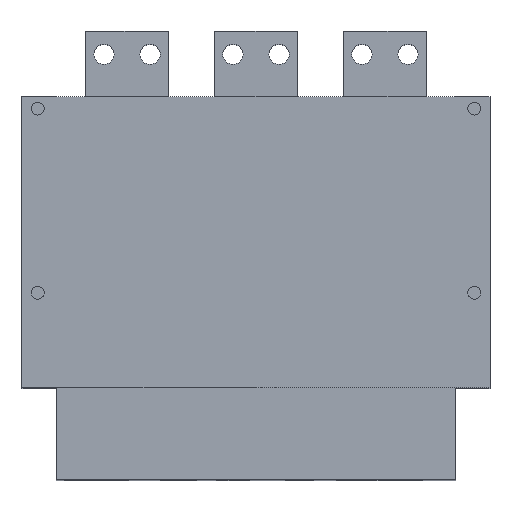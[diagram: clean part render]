
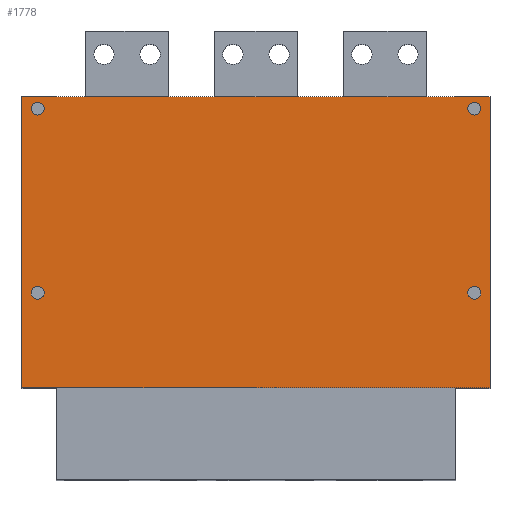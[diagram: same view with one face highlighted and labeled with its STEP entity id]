
A CAD part, top view. The second image highlights one B-rep face of the part: STEP entity #1778.
In plain terms, the highlighted planar face has unit normal (0, 0, 1).
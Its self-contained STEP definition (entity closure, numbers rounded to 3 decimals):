
#30=DIRECTION('',(0.,-1.,0.));
#31=VECTOR('',#30,158.);
#32=CARTESIAN_POINT('',(0.,-35.5,0.));
#33=LINE('',#32,#31);
#50=CARTESIAN_POINT('',(245.5,-42.,0.));
#51=DIRECTION('',(0.,0.,1.));
#52=DIRECTION('',(1.,0.,0.));
#53=AXIS2_PLACEMENT_3D('',#50,#51,#52);
#55=CARTESIAN_POINT('',(245.5,-42.,0.));
#56=DIRECTION('',(0.,0.,1.));
#57=DIRECTION('',(-1.,0.,0.));
#58=AXIS2_PLACEMENT_3D('',#55,#56,#57);
#60=CARTESIAN_POINT('',(8.5,-42.,0.));
#61=DIRECTION('',(0.,0.,1.));
#62=DIRECTION('',(1.,0.,0.));
#63=AXIS2_PLACEMENT_3D('',#60,#61,#62);
#65=CARTESIAN_POINT('',(8.5,-42.,0.));
#66=DIRECTION('',(0.,0.,1.));
#67=DIRECTION('',(-1.,0.,0.));
#68=AXIS2_PLACEMENT_3D('',#65,#66,#67);
#70=CARTESIAN_POINT('',(8.5,-142.,0.));
#71=DIRECTION('',(0.,0.,1.));
#72=DIRECTION('',(1.,0.,0.));
#73=AXIS2_PLACEMENT_3D('',#70,#71,#72);
#75=CARTESIAN_POINT('',(8.5,-142.,0.));
#76=DIRECTION('',(0.,0.,1.));
#77=DIRECTION('',(-1.,0.,0.));
#78=AXIS2_PLACEMENT_3D('',#75,#76,#77);
#80=CARTESIAN_POINT('',(245.5,-142.,0.));
#81=DIRECTION('',(0.,0.,1.));
#82=DIRECTION('',(1.,0.,0.));
#83=AXIS2_PLACEMENT_3D('',#80,#81,#82);
#85=CARTESIAN_POINT('',(245.5,-142.,0.));
#86=DIRECTION('',(0.,0.,1.));
#87=DIRECTION('',(-1.,0.,0.));
#88=AXIS2_PLACEMENT_3D('',#85,#86,#87);
#90=DIRECTION('',(1.,0.,0.));
#91=VECTOR('',#90,254.);
#92=CARTESIAN_POINT('',(0.,-193.5,0.));
#93=LINE('',#92,#91);
#94=DIRECTION('',(1.,0.,0.));
#95=VECTOR('',#94,254.);
#96=CARTESIAN_POINT('',(0.,-35.5,0.));
#97=LINE('',#96,#95);
#142=DIRECTION('',(0.,-1.,0.));
#143=VECTOR('',#142,158.);
#144=CARTESIAN_POINT('',(254.,-35.5,0.));
#145=LINE('',#144,#143);
#1286=CARTESIAN_POINT('',(0.,-35.5,0.));
#1287=CARTESIAN_POINT('',(254.,-35.5,0.));
#1288=VERTEX_POINT('',#1286);
#1289=VERTEX_POINT('',#1287);
#1482=CARTESIAN_POINT('',(249.,-42.,0.));
#1483=CARTESIAN_POINT('',(242.,-42.,0.));
#1484=VERTEX_POINT('',#1482);
#1485=VERTEX_POINT('',#1483);
#1486=CARTESIAN_POINT('',(12.,-42.,0.));
#1487=CARTESIAN_POINT('',(5.,-42.,0.));
#1488=VERTEX_POINT('',#1486);
#1489=VERTEX_POINT('',#1487);
#1490=CARTESIAN_POINT('',(12.,-142.,0.));
#1491=CARTESIAN_POINT('',(5.,-142.,0.));
#1492=VERTEX_POINT('',#1490);
#1493=VERTEX_POINT('',#1491);
#1494=CARTESIAN_POINT('',(249.,-142.,0.));
#1495=CARTESIAN_POINT('',(242.,-142.,0.));
#1496=VERTEX_POINT('',#1494);
#1497=VERTEX_POINT('',#1495);
#1530=CARTESIAN_POINT('',(0.,-193.5,0.));
#1532=VERTEX_POINT('',#1530);
#1534=CARTESIAN_POINT('',(254.,-193.5,0.));
#1536=VERTEX_POINT('',#1534);
#1741=CARTESIAN_POINT('',(0.,0.,0.));
#1742=DIRECTION('',(0.,0.,1.));
#1743=DIRECTION('',(0.,-1.,0.));
#1744=AXIS2_PLACEMENT_3D('',#1741,#1742,#1743);
#1745=PLANE('',#1744);
#1746=ORIENTED_EDGE('',*,*,#1724,.F.);
#1747=ORIENTED_EDGE('',*,*,#1697,.F.);
#1749=ORIENTED_EDGE('',*,*,#1748,.T.);
#1751=ORIENTED_EDGE('',*,*,#1750,.T.);
#1752=EDGE_LOOP('',(#1746,#1747,#1749,#1751));
#1753=FACE_OUTER_BOUND('',#1752,.F.);
#1755=ORIENTED_EDGE('',*,*,#1754,.T.);
#1757=ORIENTED_EDGE('',*,*,#1756,.T.);
#1758=EDGE_LOOP('',(#1755,#1757));
#1759=FACE_BOUND('',#1758,.F.);
#1761=ORIENTED_EDGE('',*,*,#1760,.T.);
#1763=ORIENTED_EDGE('',*,*,#1762,.T.);
#1764=EDGE_LOOP('',(#1761,#1763));
#1765=FACE_BOUND('',#1764,.F.);
#1767=ORIENTED_EDGE('',*,*,#1766,.T.);
#1769=ORIENTED_EDGE('',*,*,#1768,.T.);
#1770=EDGE_LOOP('',(#1767,#1769));
#1771=FACE_BOUND('',#1770,.F.);
#1773=ORIENTED_EDGE('',*,*,#1772,.T.);
#1775=ORIENTED_EDGE('',*,*,#1774,.T.);
#1776=EDGE_LOOP('',(#1773,#1775));
#1777=FACE_BOUND('',#1776,.F.);
#1778=ADVANCED_FACE('',(#1753,#1759,#1765,#1771,#1777),#1745,.T.);
#54=CIRCLE('',#53,3.5);
#59=CIRCLE('',#58,3.5);
#64=CIRCLE('',#63,3.5);
#69=CIRCLE('',#68,3.5);
#74=CIRCLE('',#73,3.5);
#79=CIRCLE('',#78,3.5);
#84=CIRCLE('',#83,3.5);
#89=CIRCLE('',#88,3.5);
#1697=EDGE_CURVE('',#1288,#1532,#33,.T.);
#1724=EDGE_CURVE('',#1532,#1536,#93,.T.);
#1748=EDGE_CURVE('',#1288,#1289,#97,.T.);
#1750=EDGE_CURVE('',#1289,#1536,#145,.T.);
#1754=EDGE_CURVE('',#1488,#1489,#64,.T.);
#1756=EDGE_CURVE('',#1489,#1488,#69,.T.);
#1760=EDGE_CURVE('',#1492,#1493,#74,.T.);
#1762=EDGE_CURVE('',#1493,#1492,#79,.T.);
#1766=EDGE_CURVE('',#1496,#1497,#84,.T.);
#1768=EDGE_CURVE('',#1497,#1496,#89,.T.);
#1772=EDGE_CURVE('',#1484,#1485,#54,.T.);
#1774=EDGE_CURVE('',#1485,#1484,#59,.T.);
